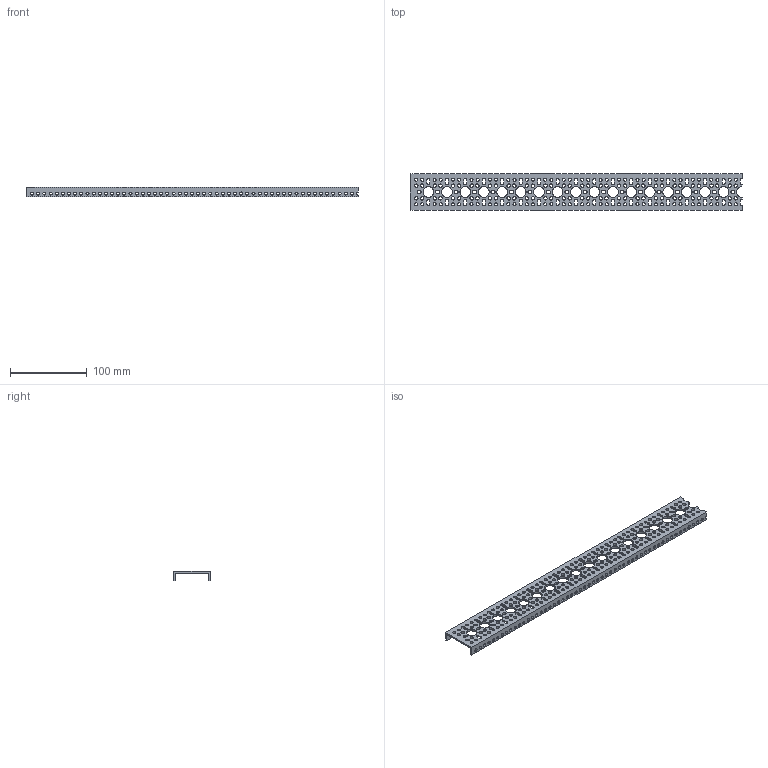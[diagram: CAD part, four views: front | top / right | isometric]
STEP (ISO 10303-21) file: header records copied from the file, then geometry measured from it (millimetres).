
FILE_DESCRIPTION ((), '1');
FILE_NAME ('Custom 17 Hole.stp', '2020-01-26T18:07:07', ('Unknown'), ('Unknown'), 'HarmonyWare STEP v2.1.0', 'Vectorworks', '');
FILE_SCHEMA (('CONFIG_CONTROL_DESIGN'));
Bounding box: 432 x 48 x 12 mm (x, y, z)
Volume: 53608.6 mm3; surface area: 58030 mm2
Topology: 1 solids, 1 shells, 715 faces, 2775 edges, 2062 vertices
Faces by surface type: bspline 715
Entity records: 34440 total; most frequent: CARTESIAN_POINT 18946, ORIENTED_EDGE 5550, EDGE_CURVE 2775, VERTEX_POINT 2062, EDGE_LOOP 1353, B_SPLINE_CURVE_WITH_KNOTS 1326, FACE_OUTER_BOUND 715, ADVANCED_FACE 715
